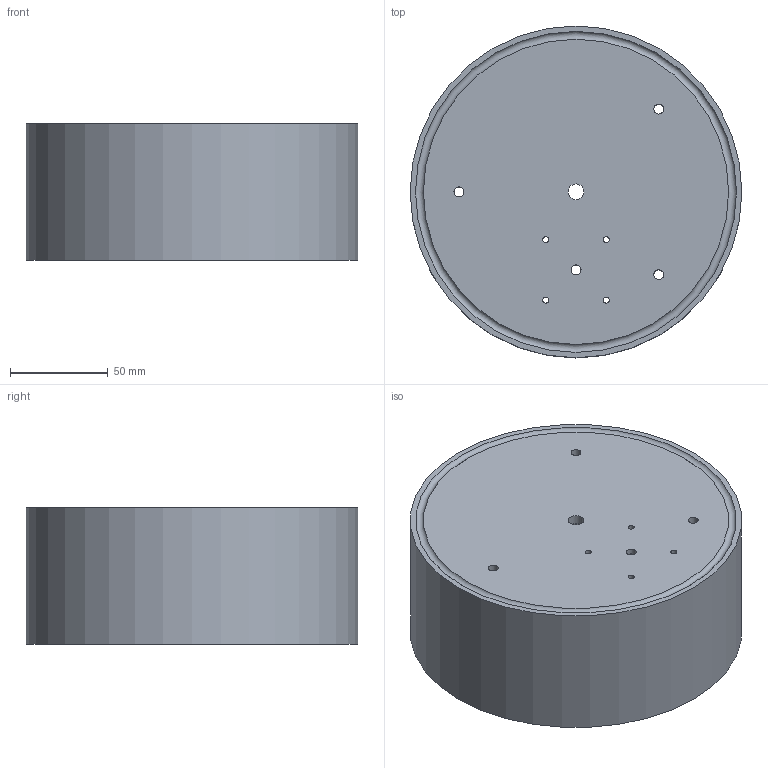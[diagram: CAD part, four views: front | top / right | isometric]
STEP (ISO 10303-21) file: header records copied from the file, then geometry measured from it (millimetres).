
FILE_DESCRIPTION(('STEP AP242'), '1');
FILE_NAME('âåðõíÿÿ ÷àñòü', '', ('UNSPECIFIED'), ('UNSPECIFIED'), 'C3D Converter', 'C3D Toolkit', '');
FILE_SCHEMA(('AP242_MANAGED_MODEL_BASED_3D_ENGINEERING_MIM_LF { 1 0 10303 442 1 1 4 }'));
Length unit declared in the file: millimetre
Bounding box: 170 x 170 x 70 mm (x, y, z)
Volume: 299096.7 mm3; surface area: 128565.6 mm2
Topology: 1 solids, 1 shells, 42 faces, 96 edges, 64 vertices
Faces by surface type: plane 26, cylinder 15, torus 1
Full cylindrical faces by diameter (mm): 3.1 x4, 5.1 x4, 8.1 x1, 12 x3, 24.1 x1, 160 x1, 170 x1
Entity records: 1524 total; most frequent: DIRECTION 198, CARTESIAN_POINT 187, ORIENTED_EDGE 160, EDGE_LOOP 84, EDGE_CURVE 80, AXIS2_PLACEMENT_3D 75, VERTEX_POINT 64, FACE_BOUND 52
